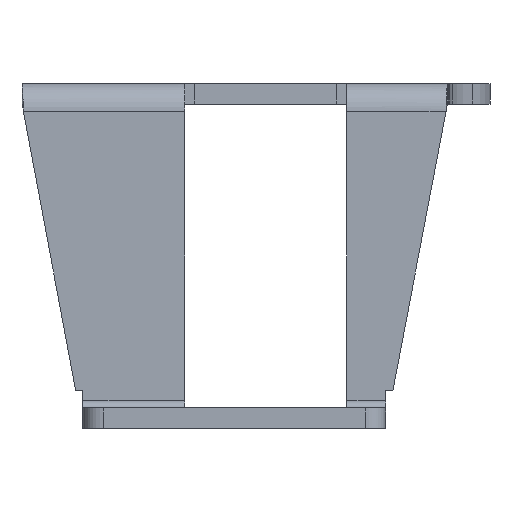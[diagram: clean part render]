
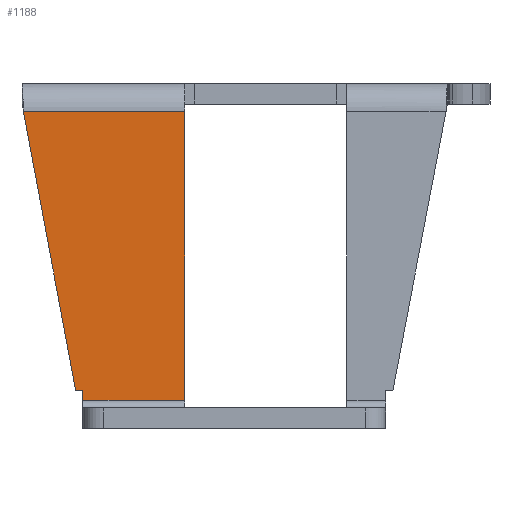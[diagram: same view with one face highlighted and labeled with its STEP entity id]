
A CAD part, left-side view. The second image highlights one B-rep face of the part: STEP entity #1188.
In plain terms, the highlighted planar face has unit normal (-1, 0, 0).
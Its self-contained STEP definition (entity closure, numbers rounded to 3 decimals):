
#224 = CARTESIAN_POINT ( 'NONE',  ( -74.811, -526.035, -29.263 ) ) ;
#227 = VERTEX_POINT ( 'NONE', #504 ) ;
#255 = VECTOR ( 'NONE', #2342, 1000. ) ;
#279 = DIRECTION ( 'NONE',  ( 0., 1., 0. ) ) ;
#301 = VECTOR ( 'NONE', #1013, 1000. ) ;
#311 = ORIENTED_EDGE ( 'NONE', *, *, #1324, .F. ) ;
#317 = CARTESIAN_POINT ( 'NONE',  ( -74.811, -545.88, -29.263 ) ) ;
#332 = CARTESIAN_POINT ( 'NONE',  ( -74.811, -515.98, -28.263 ) ) ;
#388 = VECTOR ( 'NONE', #279, 1000. ) ;
#393 = LINE ( 'NONE', #598, #301 ) ;
#415 = EDGE_CURVE ( 'NONE', #227, #1099, #806, .T. ) ;
#430 = VECTOR ( 'NONE', #1343, 1000. ) ;
#504 = CARTESIAN_POINT ( 'NONE',  ( -74.811, -526.035, -0.737 ) ) ;
#539 = LINE ( 'NONE', #332, #970 ) ;
#557 = LINE ( 'NONE', #1750, #430 ) ;
#569 = CARTESIAN_POINT ( 'NONE',  ( -74.811, -526.035, -0.961 ) ) ;
#598 = CARTESIAN_POINT ( 'NONE',  ( -74.811, -515.98, -29.263 ) ) ;
#675 = ORIENTED_EDGE ( 'NONE', *, *, #415, .F. ) ;
#773 = VERTEX_POINT ( 'NONE', #2282 ) ;
#806 = LINE ( 'NONE', #569, #255 ) ;
#850 = ORIENTED_EDGE ( 'NONE', *, *, #1144, .T. ) ;
#920 = AXIS2_PLACEMENT_3D ( 'NONE', #1471, #2067, #1151 ) ;
#927 = CARTESIAN_POINT ( 'NONE',  ( -74.811, -515.98, -28.263 ) ) ;
#952 = DIRECTION ( 'NONE',  ( 0., 1., 0. ) ) ;
#968 = ORIENTED_EDGE ( 'NONE', *, *, #1962, .F. ) ;
#970 = VECTOR ( 'NONE', #952, 1000. ) ;
#981 = LINE ( 'NONE', #991, #1945 ) ;
#991 = CARTESIAN_POINT ( 'NONE',  ( -74.811, -551.839, -0.737 ) ) ;
#1011 = VERTEX_POINT ( 'NONE', #2461 ) ;
#1013 = DIRECTION ( 'NONE',  ( 0., 0., 1. ) ) ;
#1069 = PLANE ( 'NONE',  #920 ) ;
#1099 = VERTEX_POINT ( 'NONE', #224 ) ;
#1120 = EDGE_CURVE ( 'NONE', #2259, #1965, #393, .T. ) ;
#1144 = EDGE_CURVE ( 'NONE', #773, #1011, #557, .T. ) ;
#1151 = DIRECTION ( 'NONE',  ( 0., 0., -1. ) ) ;
#1188 = ADVANCED_FACE ( 'NONE', ( #2533 ), #1069, .F. ) ;
#1324 = EDGE_CURVE ( 'NONE', #773, #227, #981, .T. ) ;
#1343 = DIRECTION ( 'NONE',  ( 0., -0.184, -0.983 ) ) ;
#1471 = CARTESIAN_POINT ( 'NONE',  ( -74.811, 0., 0. ) ) ;
#1587 = ORIENTED_EDGE ( 'NONE', *, *, #1120, .F. ) ;
#1750 = CARTESIAN_POINT ( 'NONE',  ( -74.811, -492.66, 92.374 ) ) ;
#1751 = ORIENTED_EDGE ( 'NONE', *, *, #2257, .F. ) ;
#1845 = CARTESIAN_POINT ( 'NONE',  ( -74.811, -515.98, -29.263 ) ) ;
#1945 = VECTOR ( 'NONE', #1969, 1000. ) ;
#1962 = EDGE_CURVE ( 'NONE', #1965, #1011, #539, .T. ) ;
#1965 = VERTEX_POINT ( 'NONE', #927 ) ;
#1969 = DIRECTION ( 'NONE',  ( 0., -1., 0. ) ) ;
#2067 = DIRECTION ( 'NONE',  ( 1., 0., 0. ) ) ;
#2217 = EDGE_LOOP ( 'NONE', ( #1751, #675, #311, #850, #968, #1587 ) ) ;
#2251 = LINE ( 'NONE', #317, #388 ) ;
#2257 = EDGE_CURVE ( 'NONE', #1099, #2259, #2251, .T. ) ;
#2259 = VERTEX_POINT ( 'NONE', #1845 ) ;
#2282 = CARTESIAN_POINT ( 'NONE',  ( -74.811, -510.118, -0.737 ) ) ;
#2342 = DIRECTION ( 'NONE',  ( 0., 0., -1. ) ) ;
#2461 = CARTESIAN_POINT ( 'NONE',  ( -74.811, -515.279, -28.263 ) ) ;
#2533 = FACE_OUTER_BOUND ( 'NONE', #2217, .T. ) ;
